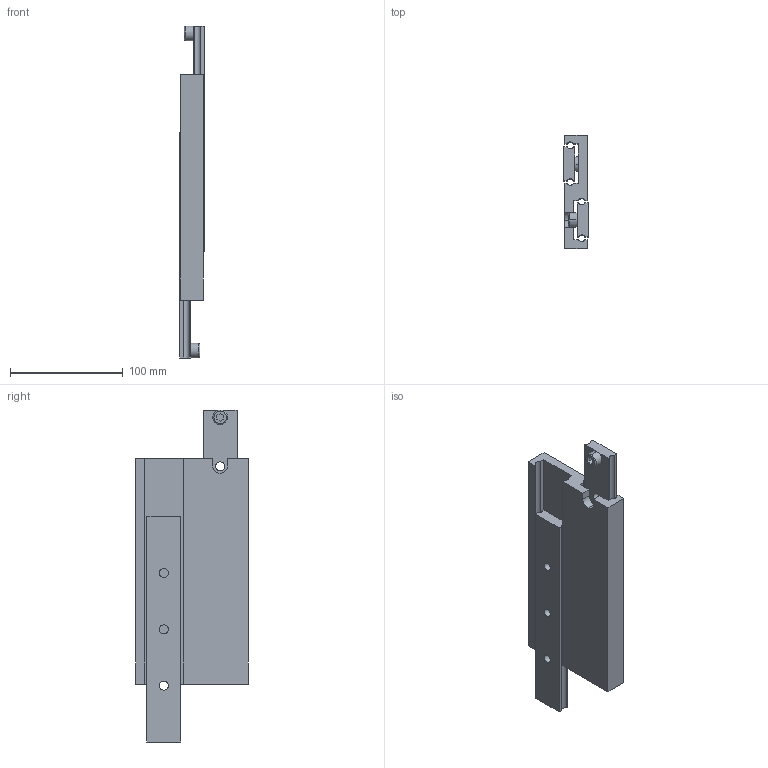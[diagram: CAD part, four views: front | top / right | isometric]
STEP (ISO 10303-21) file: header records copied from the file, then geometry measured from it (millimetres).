
FILE_DESCRIPTION (( 'STEP AP214' ), '1' );
FILE_NAME ('STR100-200.STEP', '2021-12-01T12:33:32', ( '' ), ( '' ), 'SwSTEP 2.0', 'SolidWorks 2020', '' );
FILE_SCHEMA (( 'AUTOMOTIVE_DESIGN' ));
Length unit declared in the file: millimetre
Products named in the file (3): masko50_200; zensko100_200; STR100-200
Assembly tree (3 placements, depth 2):
  STR100-200
    masko50_200  x2
    zensko100_200
Bounding box: 22 x 100 x 294.51 mm (x, y, z)
Volume: 337451.2 mm3; surface area: 96648.9 mm2
Topology: 3 solids, 3 shells, 87 faces, 229 edges, 150 vertices
Faces by surface type: plane 56, cylinder 27, torus 4
Entity records: 1968 total; most frequent: CARTESIAN_POINT 327, DIRECTION 326, ORIENTED_EDGE 316, EDGE_CURVE 158, VECTOR 120, LINE 120, VERTEX_POINT 104, AXIS2_PLACEMENT_3D 103
